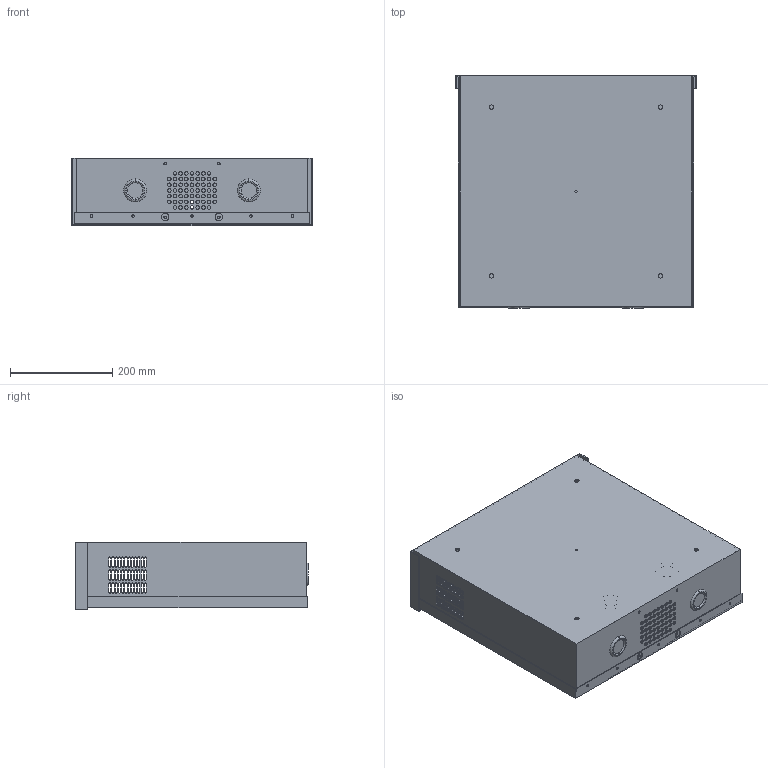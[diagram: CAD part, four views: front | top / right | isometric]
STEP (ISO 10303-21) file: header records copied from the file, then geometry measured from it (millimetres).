
FILE_DESCRIPTION (( 'STEP AP214' ), '1' );
FILE_NAME ('RP00026.STEP', '2018-11-27T20:26:41', ( '' ), ( '' ), 'SwSTEP 2.0', 'SolidWorks 2017', '' );
FILE_SCHEMA (( 'AUTOMOTIVE_DESIGN' ));
Length unit declared in the file: inch
Products named in the file (1): RP00026
Bounding box: 470 x 455.61 x 132 mm (x, y, z)
Volume: 1413523.9 mm3; surface area: 1393779.1 mm2
Topology: 4 solids, 4 shells, 595 faces, 1714 edges, 1142 vertices
Faces by surface type: cylinder 368, plane 211, torus 16
Entity records: 27312 total; most frequent: DIRECTION 3690, CARTESIAN_POINT 3452, ORIENTED_EDGE 3428, EDGE_CURVE 1714, AXIS2_PLACEMENT_3D 1380, VERTEX_POINT 1142, LINE 930, VECTOR 930
